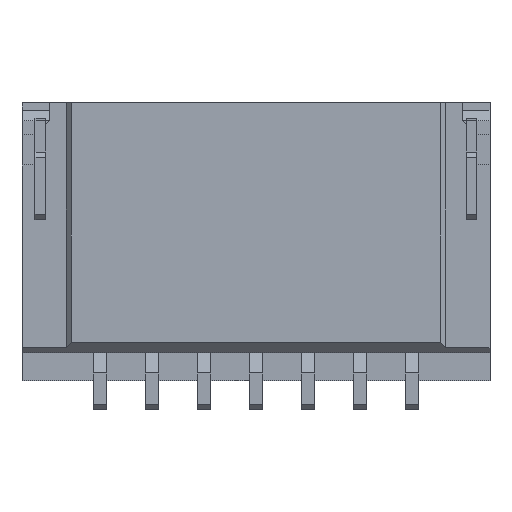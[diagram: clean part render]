
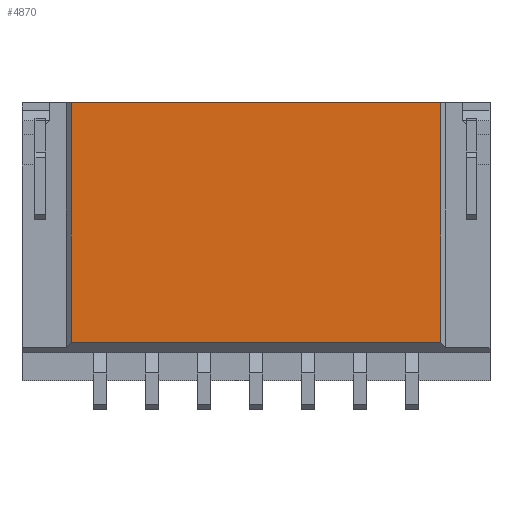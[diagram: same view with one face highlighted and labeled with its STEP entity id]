
A CAD part, front view. The second image highlights one B-rep face of the part: STEP entity #4870.
In plain terms, the highlighted planar face has unit normal (0, -1, 0).
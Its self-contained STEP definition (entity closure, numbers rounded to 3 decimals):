
#454=DIRECTION('',(-1.,0.,0.));
#455=VECTOR('',#454,7.1);
#456=CARTESIAN_POINT('',(3.55,-1.6,2.675));
#457=LINE('',#456,#455);
#996=DIRECTION('',(1.,0.,0.));
#997=VECTOR('',#996,7.1);
#998=CARTESIAN_POINT('',(-3.55,-1.6,-1.935));
#999=LINE('',#998,#997);
#1000=DIRECTION('',(0.,0.,-1.));
#1001=VECTOR('',#1000,4.61);
#1002=CARTESIAN_POINT('',(-3.55,-1.6,2.675));
#1003=LINE('',#1002,#1001);
#1004=DIRECTION('',(0.,0.,1.));
#1005=VECTOR('',#1004,4.61);
#1006=CARTESIAN_POINT('',(3.55,-1.6,-1.935));
#1007=LINE('',#1006,#1005);
#2775=CARTESIAN_POINT('',(3.55,-1.6,2.675));
#2777=VERTEX_POINT('',#2775);
#2780=CARTESIAN_POINT('',(-3.55,-1.6,2.675));
#2782=VERTEX_POINT('',#2780);
#2783=CARTESIAN_POINT('',(3.55,-1.6,-1.935));
#2785=VERTEX_POINT('',#2783);
#2797=CARTESIAN_POINT('',(-3.55,-1.6,-1.935));
#2798=VERTEX_POINT('',#2797);
#4859=CARTESIAN_POINT('',(-4.5,-1.6,-2.675));
#4860=DIRECTION('',(0.,-1.,0.));
#4861=DIRECTION('',(1.,0.,0.));
#4862=AXIS2_PLACEMENT_3D('',#4859,#4860,#4861);
#4863=PLANE('',#4862);
#4864=ORIENTED_EDGE('',*,*,#4840,.F.);
#4865=ORIENTED_EDGE('',*,*,#4819,.F.);
#4866=ORIENTED_EDGE('',*,*,#4036,.F.);
#4867=ORIENTED_EDGE('',*,*,#4851,.F.);
#4868=EDGE_LOOP('',(#4864,#4865,#4866,#4867));
#4869=FACE_OUTER_BOUND('',#4868,.F.);
#4870=ADVANCED_FACE('',(#4869),#4863,.T.);
#4036=EDGE_CURVE('',#2777,#2782,#457,.T.);
#4819=EDGE_CURVE('',#2782,#2798,#1003,.T.);
#4840=EDGE_CURVE('',#2798,#2785,#999,.T.);
#4851=EDGE_CURVE('',#2785,#2777,#1007,.T.);
